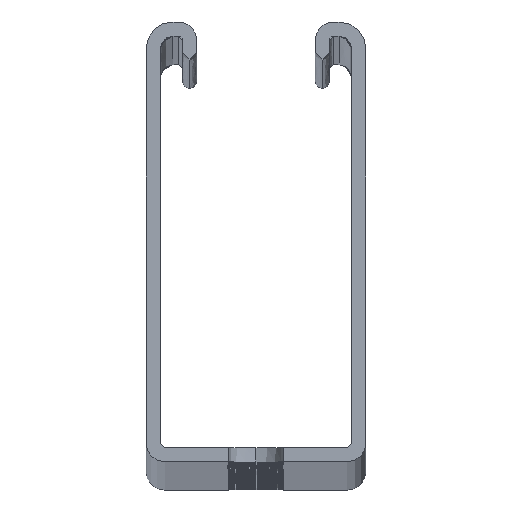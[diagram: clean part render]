
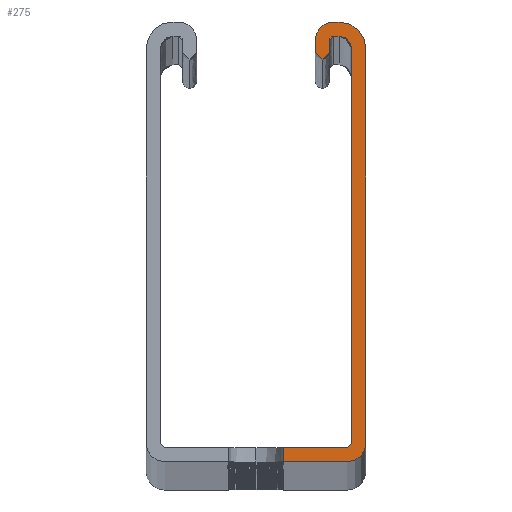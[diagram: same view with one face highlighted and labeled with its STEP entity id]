
A CAD part, top view. The second image highlights one B-rep face of the part: STEP entity #275.
In plain terms, the highlighted planar face has unit normal (0, 0, 1).
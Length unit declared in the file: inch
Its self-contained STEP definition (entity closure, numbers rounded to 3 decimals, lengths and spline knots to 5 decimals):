
#275=ADVANCED_FACE('',(#742),#743,.T.);
#742=FACE_OUTER_BOUND('',#1512,.T.);
#743=PLANE('',#1513);
#1512=EDGE_LOOP('',(#3177,#3178,#3179,#3180,#3181,#3182,#3183,#3184,#3185,#3186,#3187,#3188,#3189,#3190,#3191,#3192,#3193));
#1513=AXIS2_PLACEMENT_3D('',#3194,#3195,#3196);
#3177=ORIENTED_EDGE('',*,*,#4888,.T.);
#3178=ORIENTED_EDGE('',*,*,#4889,.F.);
#3179=ORIENTED_EDGE('',*,*,#4890,.F.);
#3180=ORIENTED_EDGE('',*,*,#4891,.F.);
#3181=ORIENTED_EDGE('',*,*,#4892,.F.);
#3182=ORIENTED_EDGE('',*,*,#4893,.F.);
#3183=ORIENTED_EDGE('',*,*,#4894,.F.);
#3184=ORIENTED_EDGE('',*,*,#4855,.F.);
#3185=ORIENTED_EDGE('',*,*,#4895,.F.);
#3186=ORIENTED_EDGE('',*,*,#4896,.F.);
#3187=ORIENTED_EDGE('',*,*,#4897,.F.);
#3188=ORIENTED_EDGE('',*,*,#4898,.F.);
#3189=ORIENTED_EDGE('',*,*,#4899,.F.);
#3190=ORIENTED_EDGE('',*,*,#4900,.F.);
#3191=ORIENTED_EDGE('',*,*,#4901,.F.);
#3192=ORIENTED_EDGE('',*,*,#4902,.F.);
#3193=ORIENTED_EDGE('',*,*,#4903,.F.);
#3194=CARTESIAN_POINT('',(0.67625,1.50993,120.0));
#3195=DIRECTION('',(0.0,0.0,1.0));
#3196=DIRECTION('',(1.0,0.0,0.0));
#4855=EDGE_CURVE('',#5752,#5753,#5754,.T.);
#4888=EDGE_CURVE('',#5809,#5810,#5811,.T.);
#4889=EDGE_CURVE('',#5812,#5810,#5813,.T.);
#4890=EDGE_CURVE('',#5814,#5812,#5815,.T.);
#4891=EDGE_CURVE('',#5816,#5814,#5817,.T.);
#4892=EDGE_CURVE('',#5818,#5816,#5819,.T.);
#4893=EDGE_CURVE('',#5820,#5818,#5821,.T.);
#4894=EDGE_CURVE('',#5753,#5820,#5822,.T.);
#4895=EDGE_CURVE('',#5823,#5752,#5824,.T.);
#4896=EDGE_CURVE('',#5825,#5823,#5826,.T.);
#4897=EDGE_CURVE('',#5827,#5825,#5828,.T.);
#4898=EDGE_CURVE('',#5829,#5827,#5830,.T.);
#4899=EDGE_CURVE('',#5831,#5829,#5832,.T.);
#4900=EDGE_CURVE('',#5833,#5831,#5834,.T.);
#4901=EDGE_CURVE('',#5835,#5833,#5836,.T.);
#4902=EDGE_CURVE('',#5837,#5835,#5838,.T.);
#4903=EDGE_CURVE('',#5809,#5837,#5839,.T.);
#5752=VERTEX_POINT('',#7110);
#5753=VERTEX_POINT('',#7111);
#5754=LINE('',#7112,#7113);
#5809=VERTEX_POINT('',#7193);
#5810=VERTEX_POINT('',#7194);
#5811=LINE('',#7195,#7196);
#5812=VERTEX_POINT('',#7197);
#5813=LINE('',#7198,#7199);
#5814=VERTEX_POINT('',#7200);
#5815=B_SPLINE_CURVE_WITH_KNOTS('',3,(#7201,#7202,#7203,#7204),.UNSPECIFIED.,.F.,.F.,(4,4),(-1.0,-0.0),.UNSPECIFIED.);
#5816=VERTEX_POINT('',#7205);
#5817=LINE('',#7206,#7207);
#5818=VERTEX_POINT('',#7208);
#5819=B_SPLINE_CURVE_WITH_KNOTS('',3,(#7209,#7210,#7211,#7212),.UNSPECIFIED.,.F.,.F.,(4,4),(-1.0,-0.0),.UNSPECIFIED.);
#5820=VERTEX_POINT('',#7213);
#5821=LINE('',#7214,#7215);
#5822=B_SPLINE_CURVE_WITH_KNOTS('',3,(#7216,#7217,#7218,#7219),.UNSPECIFIED.,.F.,.F.,(4,4),(-1.0,-0.0),.UNSPECIFIED.);
#5823=VERTEX_POINT('',#7220);
#5824=B_SPLINE_CURVE_WITH_KNOTS('',3,(#7221,#7222,#7223,#7224),.UNSPECIFIED.,.F.,.F.,(4,4),(-1.0,-0.0),.UNSPECIFIED.);
#5825=VERTEX_POINT('',#7225);
#5826=B_SPLINE_CURVE_WITH_KNOTS('',3,(#7226,#7227,#7228,#7229),.UNSPECIFIED.,.F.,.F.,(4,4),(-1.0,-0.0),.UNSPECIFIED.);
#5827=VERTEX_POINT('',#7230);
#5828=LINE('',#7231,#7232);
#5829=VERTEX_POINT('',#7233);
#5830=B_SPLINE_CURVE_WITH_KNOTS('',3,(#7234,#7235,#7236,#7237),.UNSPECIFIED.,.F.,.F.,(4,4),(-1.0,-0.0),.UNSPECIFIED.);
#5831=VERTEX_POINT('',#7238);
#5832=LINE('',#7239,#7240);
#5833=VERTEX_POINT('',#7241);
#5834=B_SPLINE_CURVE_WITH_KNOTS('',3,(#7242,#7243,#7244,#7245),.UNSPECIFIED.,.F.,.F.,(4,4),(-1.0,-0.0),.UNSPECIFIED.);
#5835=VERTEX_POINT('',#7246);
#5836=LINE('',#7247,#7248);
#5837=VERTEX_POINT('',#7249);
#5838=B_SPLINE_CURVE_WITH_KNOTS('',3,(#7250,#7251,#7252,#7253),.UNSPECIFIED.,.F.,.F.,(4,4),(-1.0,-0.0),.UNSPECIFIED.);
#5839=LINE('',#7254,#7255);
#7110=CARTESIAN_POINT('',(1.11375,3.0215,120.0));
#7111=CARTESIAN_POINT('',(1.11375,3.11375,120.0));
#7112=CARTESIAN_POINT('',(1.11375,3.11375,120.0));
#7113=VECTOR('',#9447,1.0);
#7193=CARTESIAN_POINT('',(0.87937,0.10499,120.0));
#7194=CARTESIAN_POINT('',(0.87937,0.0,120.0));
#7195=CARTESIAN_POINT('',(0.87937,0.68104,120.0));
#7196=VECTOR('',#9473,1.0);
#7197=CARTESIAN_POINT('',(1.3525,0.0,120.0));
#7198=CARTESIAN_POINT('',(0.0,0.0,120.0));
#7199=VECTOR('',#9474,1.0);
#7200=CARTESIAN_POINT('',(1.48875,0.13624,120.0));
#7201=CARTESIAN_POINT('',(1.48875,0.13624,120.0));
#7202=CARTESIAN_POINT('',(1.48875,0.06101,120.0));
#7203=CARTESIAN_POINT('',(1.42774,0.0,120.0));
#7204=CARTESIAN_POINT('',(1.3525,0.0,120.0));
#7205=CARTESIAN_POINT('',(1.48875,3.05125,120.0));
#7206=CARTESIAN_POINT('',(1.48875,0.13624,120.0));
#7207=VECTOR('',#9475,1.0);
#7208=CARTESIAN_POINT('',(1.29,3.25,120.0));
#7209=CARTESIAN_POINT('',(1.29,3.25,120.0));
#7210=CARTESIAN_POINT('',(1.39976,3.25,120.0));
#7211=CARTESIAN_POINT('',(1.48875,3.16102,120.0));
#7212=CARTESIAN_POINT('',(1.48875,3.05125,120.0));
#7213=CARTESIAN_POINT('',(1.24999,3.25,120.0));
#7214=CARTESIAN_POINT('',(1.29,3.25,120.0));
#7215=VECTOR('',#9476,1.0);
#7216=CARTESIAN_POINT('',(1.11375,3.11375,120.0));
#7217=CARTESIAN_POINT('',(1.11375,3.189,120.0));
#7218=CARTESIAN_POINT('',(1.17476,3.25,120.0));
#7219=CARTESIAN_POINT('',(1.24999,3.25,120.0));
#7220=CARTESIAN_POINT('',(1.16625,2.969,120.0));
#7221=CARTESIAN_POINT('',(1.16625,2.969,120.0));
#7222=CARTESIAN_POINT('',(1.13725,2.969,120.0));
#7223=CARTESIAN_POINT('',(1.11375,2.99251,120.0));
#7224=CARTESIAN_POINT('',(1.11375,3.0215,120.0));
#7225=CARTESIAN_POINT('',(1.21874,3.0215,120.0));
#7226=CARTESIAN_POINT('',(1.21874,3.0215,120.0));
#7227=CARTESIAN_POINT('',(1.21874,2.99251,120.0));
#7228=CARTESIAN_POINT('',(1.19524,2.969,120.0));
#7229=CARTESIAN_POINT('',(1.16625,2.969,120.0));
#7230=CARTESIAN_POINT('',(1.21874,3.11375,120.0));
#7231=CARTESIAN_POINT('',(1.21874,3.0215,120.0));
#7232=VECTOR('',#9477,1.0);
#7233=CARTESIAN_POINT('',(1.24999,3.145,120.0));
#7234=CARTESIAN_POINT('',(1.24999,3.145,120.0));
#7235=CARTESIAN_POINT('',(1.23274,3.145,120.0));
#7236=CARTESIAN_POINT('',(1.21874,3.13101,120.0));
#7237=CARTESIAN_POINT('',(1.21874,3.11375,120.0));
#7238=CARTESIAN_POINT('',(1.29,3.145,120.0));
#7239=CARTESIAN_POINT('',(1.24999,3.145,120.0));
#7240=VECTOR('',#9478,1.0);
#7241=CARTESIAN_POINT('',(1.38375,3.05125,120.0));
#7242=CARTESIAN_POINT('',(1.38375,3.05125,120.0));
#7243=CARTESIAN_POINT('',(1.38375,3.10303,120.0));
#7244=CARTESIAN_POINT('',(1.34178,3.145,120.0));
#7245=CARTESIAN_POINT('',(1.29,3.145,120.0));
#7246=CARTESIAN_POINT('',(1.38375,0.13624,120.0));
#7247=CARTESIAN_POINT('',(1.38375,3.05125,120.0));
#7248=VECTOR('',#9479,1.0);
#7249=CARTESIAN_POINT('',(1.3525,0.10499,120.0));
#7250=CARTESIAN_POINT('',(1.3525,0.10499,120.0));
#7251=CARTESIAN_POINT('',(1.36976,0.10499,120.0));
#7252=CARTESIAN_POINT('',(1.38375,0.11899,120.0));
#7253=CARTESIAN_POINT('',(1.38375,0.13624,120.0));
#7254=CARTESIAN_POINT('',(1.3525,0.10499,120.0));
#7255=VECTOR('',#9480,1.0);
#9447=DIRECTION('',(0.0,1.0,0.0));
#9473=DIRECTION('',(-0.0,-1.0,0.0));
#9474=DIRECTION('',(-1.0,-0.0,-0.0));
#9475=DIRECTION('',(-0.0,-1.0,-0.0));
#9476=DIRECTION('',(1.0,0.0,0.0));
#9477=DIRECTION('',(-0.0,-1.0,-0.0));
#9478=DIRECTION('',(-1.0,-0.0,-0.0));
#9479=DIRECTION('',(0.0,1.0,0.0));
#9480=DIRECTION('',(1.0,0.0,0.0));
